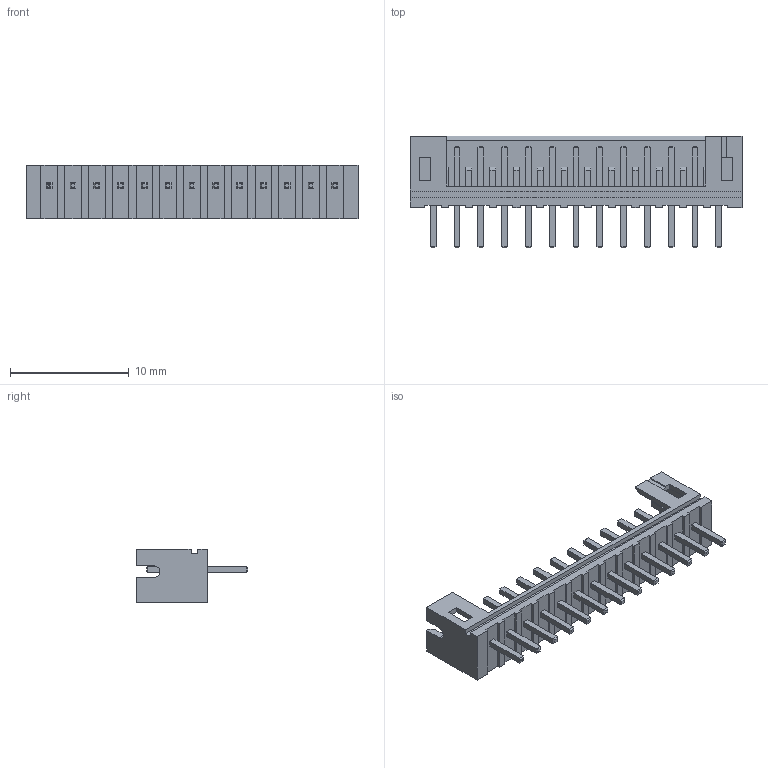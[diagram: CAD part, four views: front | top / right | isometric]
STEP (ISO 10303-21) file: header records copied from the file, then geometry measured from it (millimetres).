
FILE_DESCRIPTION (( 'STEP AP214' ), '1' );
FILE_NAME ('JST-B13B-PH-K-S.STEP', '2020-12-29T22:30:42', ( '' ), ( '' ), 'SwSTEP 2.0', 'SolidWorks 2020', '' );
FILE_SCHEMA (( 'AUTOMOTIVE_DESIGN' ));
Length unit declared in the file: millimetre
Products named in the file (1): JST-B13B-PH-K-S
Bounding box: 27.9 x 9.4 x 4.5 mm (x, y, z)
Volume: 277.4 mm3; surface area: 959.1 mm2
Topology: 1 solids, 1 shells, 395 faces, 991 edges, 624 vertices
Faces by surface type: plane 391, cylinder 4
Entity records: 15767 total; most frequent: CARTESIAN_POINT 2011, ORIENTED_EDGE 1982, DIRECTION 1791, EDGE_CURVE 991, VECTOR 983, LINE 983, VERTEX_POINT 624, EDGE_LOOP 425
